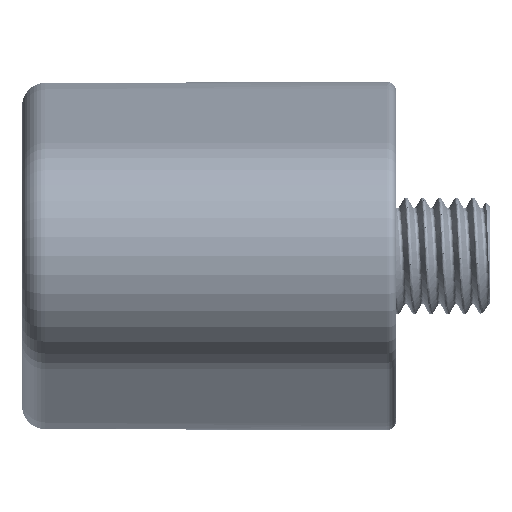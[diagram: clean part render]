
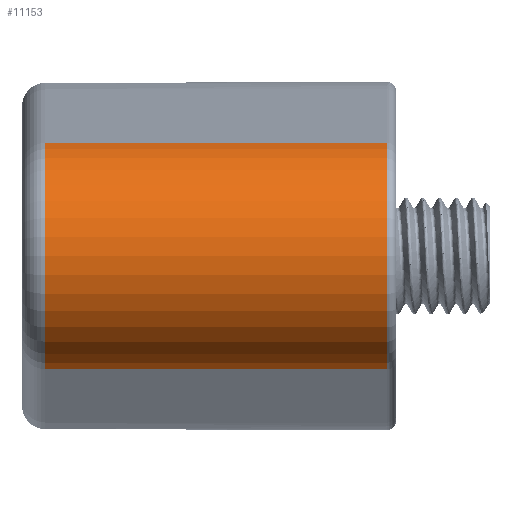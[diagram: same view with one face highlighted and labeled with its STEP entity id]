
A CAD part, left-side view. The second image highlights one B-rep face of the part: STEP entity #11153.
In plain terms, the highlighted cylindrical face has radius 6.35 mm (diameter 12.7 mm), a partial arc.
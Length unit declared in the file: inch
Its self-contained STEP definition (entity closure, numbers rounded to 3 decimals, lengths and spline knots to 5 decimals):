
#646=CYLINDRICAL_SURFACE('',#12166,0.25);
#924=LINE('',#22262,#1166);
#926=LINE('',#22266,#1168);
#1166=VECTOR('',#14157,0.3937);
#1168=VECTOR('',#14161,0.3937);
#1632=FACE_OUTER_BOUND('',#2459,.T.);
#2459=EDGE_LOOP('',(#7250,#7251,#7252,#7253));
#3233=CIRCLE('',#12160,0.25);
#3236=CIRCLE('',#12167,0.25);
#4402=VERTEX_POINT('',#22239);
#4404=VERTEX_POINT('',#22248);
#4407=VERTEX_POINT('',#22261);
#4408=VERTEX_POINT('',#22265);
#5333=EDGE_CURVE('',#4402,#4404,#3233,.T.);
#5338=EDGE_CURVE('',#4407,#4404,#924,.T.);
#5340=EDGE_CURVE('',#4408,#4402,#926,.T.);
#5341=EDGE_CURVE('',#4407,#4408,#3236,.T.);
#7250=ORIENTED_EDGE('',*,*,#5333,.F.);
#7251=ORIENTED_EDGE('',*,*,#5340,.F.);
#7252=ORIENTED_EDGE('',*,*,#5341,.F.);
#7253=ORIENTED_EDGE('',*,*,#5338,.T.);
#11153=ADVANCED_FACE('',(#1632),#646,.T.);
#12160=AXIS2_PLACEMENT_3D('',#22252,#14143,#14144);
#12166=AXIS2_PLACEMENT_3D('',#22264,#14159,#14160);
#12167=AXIS2_PLACEMENT_3D('',#22267,#14162,#14163);
#14143=DIRECTION('center_axis',(0.,-1.,0.));
#14144=DIRECTION('ref_axis',(-1.,0.,0.));
#14157=DIRECTION('',(0.,-1.,0.));
#14159=DIRECTION('center_axis',(0.,-1.,0.));
#14160=DIRECTION('ref_axis',(-0.254,0.,-0.967));
#14161=DIRECTION('',(0.,-1.,0.));
#14162=DIRECTION('center_axis',(0.,1.,0.));
#14163=DIRECTION('ref_axis',(-1.,0.,0.));
#22239=CARTESIAN_POINT('',(-1.07266,-0.03475,0.24183));
#22248=CARTESIAN_POINT('',(-1.07266,-0.03475,-0.24183));
#22252=CARTESIAN_POINT('Origin',(-1.00927,-0.03475,
0.));
#22261=CARTESIAN_POINT('',(-1.07266,0.69525,-0.24183));
#22262=CARTESIAN_POINT('',(-1.07266,0.74525,-0.24183));
#22264=CARTESIAN_POINT('Origin',(-1.00927,0.74525,0.));
#22265=CARTESIAN_POINT('',(-1.07266,0.69525,0.24183));
#22266=CARTESIAN_POINT('',(-1.07266,0.74525,0.24183));
#22267=CARTESIAN_POINT('Origin',(-1.00927,0.69525,0.));
